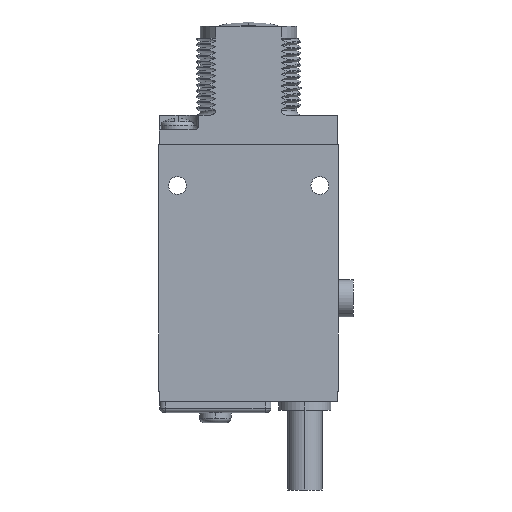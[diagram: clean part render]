
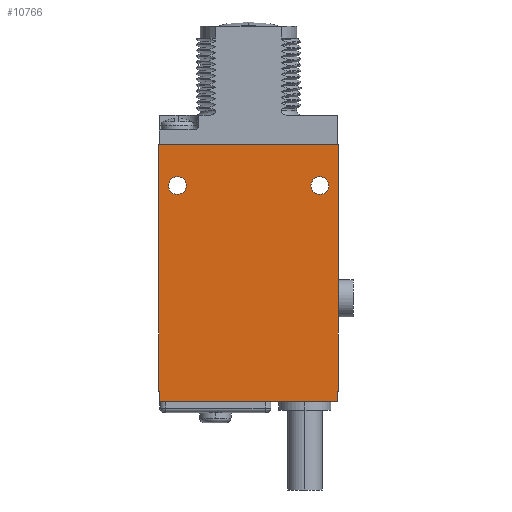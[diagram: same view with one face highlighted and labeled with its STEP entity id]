
A CAD part, left-side view. The second image highlights one B-rep face of the part: STEP entity #10766.
In plain terms, the highlighted planar face has unit normal (-1, 0, 0).
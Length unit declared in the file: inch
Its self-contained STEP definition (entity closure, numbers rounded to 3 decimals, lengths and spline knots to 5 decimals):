
#85=DIRECTION('',(0.,-1.,0.));
#86=VECTOR('',#85,0.003);
#87=CARTESIAN_POINT('',(-0.236,-0.602,0.));
#88=LINE('',#87,#86);
#89=DIRECTION('',(0.,0.,-1.));
#90=VECTOR('',#89,1.66);
#91=CARTESIAN_POINT('',(-0.236,-0.605,0.));
#92=LINE('',#91,#90);
#93=DIRECTION('',(0.,1.,0.));
#94=VECTOR('',#93,0.005);
#95=CARTESIAN_POINT('',(-0.236,-0.605,-1.66));
#96=LINE('',#95,#94);
#97=DIRECTION('',(0.,0.,-1.));
#98=VECTOR('',#97,0.07);
#99=CARTESIAN_POINT('',(-0.236,-0.6,-1.66));
#100=LINE('',#99,#98);
#101=DIRECTION('',(0.,1.,0.));
#102=VECTOR('',#101,0.005);
#103=CARTESIAN_POINT('',(-0.236,0.6,-1.66));
#104=LINE('',#103,#102);
#105=DIRECTION('',(0.,0.,1.));
#106=VECTOR('',#105,1.66);
#107=CARTESIAN_POINT('',(-0.236,0.605,-1.66));
#108=LINE('',#107,#106);
#109=DIRECTION('',(0.,-1.,0.));
#110=VECTOR('',#109,0.003);
#111=CARTESIAN_POINT('',(-0.236,0.605,0.));
#112=LINE('',#111,#110);
#113=DIRECTION('',(0.,1.,0.));
#114=VECTOR('',#113,1.204);
#115=CARTESIAN_POINT('',(-0.236,-0.602,0.));
#116=LINE('',#115,#114);
#117=CARTESIAN_POINT('',(-0.236,0.48,-0.275));
#118=DIRECTION('',(1.,0.,0.));
#119=DIRECTION('',(0.,0.,-1.));
#120=AXIS2_PLACEMENT_3D('',#117,#118,#119);
#122=CARTESIAN_POINT('',(-0.236,0.48,-0.275));
#123=DIRECTION('',(1.,0.,0.));
#124=DIRECTION('',(0.,0.,1.));
#125=AXIS2_PLACEMENT_3D('',#122,#123,#124);
#127=CARTESIAN_POINT('',(-0.236,-0.48,-0.275));
#128=DIRECTION('',(1.,0.,0.));
#129=DIRECTION('',(0.,0.,-1.));
#130=AXIS2_PLACEMENT_3D('',#127,#128,#129);
#132=CARTESIAN_POINT('',(-0.236,-0.48,-0.275));
#133=DIRECTION('',(1.,0.,0.));
#134=DIRECTION('',(0.,0.,1.));
#135=AXIS2_PLACEMENT_3D('',#132,#133,#134);
#2518=DIRECTION('',(0.,0.,-1.));
#2519=VECTOR('',#2518,0.07);
#2520=CARTESIAN_POINT('',(-0.236,0.6,-1.66));
#2521=LINE('',#2520,#2519);
#2534=DIRECTION('',(0.,1.,0.));
#2535=VECTOR('',#2534,1.2);
#2536=CARTESIAN_POINT('',(-0.236,-0.6,-1.73));
#2537=LINE('',#2536,#2535);
#8977=CARTESIAN_POINT('',(-0.236,-0.605,0.));
#8978=CARTESIAN_POINT('',(-0.236,-0.605,-1.66));
#8979=VERTEX_POINT('',#8977);
#8980=VERTEX_POINT('',#8978);
#8981=CARTESIAN_POINT('',(-0.236,0.605,-1.66));
#8982=CARTESIAN_POINT('',(-0.236,0.605,0.));
#8983=VERTEX_POINT('',#8981);
#8984=VERTEX_POINT('',#8982);
#9001=CARTESIAN_POINT('',(-0.236,0.48,-0.335));
#9002=CARTESIAN_POINT('',(-0.236,0.48,-0.215));
#9003=VERTEX_POINT('',#9001);
#9004=VERTEX_POINT('',#9002);
#9005=CARTESIAN_POINT('',(-0.236,-0.48,-0.335));
#9006=CARTESIAN_POINT('',(-0.236,-0.48,-0.215));
#9007=VERTEX_POINT('',#9005);
#9008=VERTEX_POINT('',#9006);
#9232=CARTESIAN_POINT('',(-0.236,-0.6,-1.73));
#9234=VERTEX_POINT('',#9232);
#9235=CARTESIAN_POINT('',(-0.236,0.6,-1.73));
#9236=VERTEX_POINT('',#9235);
#9625=CARTESIAN_POINT('',(-0.236,-0.6,-1.66));
#9627=VERTEX_POINT('',#9625);
#9629=CARTESIAN_POINT('',(-0.236,0.6,-1.66));
#9631=VERTEX_POINT('',#9629);
#10373=CARTESIAN_POINT('',(-0.236,-0.602,0.));
#10374=CARTESIAN_POINT('',(-0.236,0.602,0.));
#10375=VERTEX_POINT('',#10373);
#10376=VERTEX_POINT('',#10374);
#10728=CARTESIAN_POINT('',(-0.236,-0.605,0.));
#10729=DIRECTION('',(1.,0.,0.));
#10730=DIRECTION('',(0.,0.,-1.));
#10731=AXIS2_PLACEMENT_3D('',#10728,#10729,#10730);
#10732=PLANE('',#10731);
#10734=ORIENTED_EDGE('',*,*,#10733,.T.);
#10736=ORIENTED_EDGE('',*,*,#10735,.T.);
#10738=ORIENTED_EDGE('',*,*,#10737,.T.);
#10740=ORIENTED_EDGE('',*,*,#10739,.T.);
#10742=ORIENTED_EDGE('',*,*,#10741,.T.);
#10744=ORIENTED_EDGE('',*,*,#10743,.F.);
#10746=ORIENTED_EDGE('',*,*,#10745,.T.);
#10748=ORIENTED_EDGE('',*,*,#10747,.T.);
#10749=ORIENTED_EDGE('',*,*,#10719,.T.);
#10751=ORIENTED_EDGE('',*,*,#10750,.F.);
#10752=EDGE_LOOP('',(#10734,#10736,#10738,#10740,#10742,#10744,#10746,#10748,
#10749,#10751));
#10753=FACE_OUTER_BOUND('',#10752,.F.);
#10755=ORIENTED_EDGE('',*,*,#10754,.F.);
#10757=ORIENTED_EDGE('',*,*,#10756,.F.);
#10758=EDGE_LOOP('',(#10755,#10757));
#10759=FACE_BOUND('',#10758,.F.);
#10761=ORIENTED_EDGE('',*,*,#10760,.F.);
#10763=ORIENTED_EDGE('',*,*,#10762,.F.);
#10764=EDGE_LOOP('',(#10761,#10763));
#10765=FACE_BOUND('',#10764,.F.);
#10766=ADVANCED_FACE('',(#10753,#10759,#10765),#10732,.F.);
#121=CIRCLE('',#120,0.06);
#126=CIRCLE('',#125,0.06);
#131=CIRCLE('',#130,0.06);
#136=CIRCLE('',#135,0.06);
#10719=EDGE_CURVE('',#8984,#10376,#112,.T.);
#10733=EDGE_CURVE('',#10375,#8979,#88,.T.);
#10735=EDGE_CURVE('',#8979,#8980,#92,.T.);
#10737=EDGE_CURVE('',#8980,#9627,#96,.T.);
#10739=EDGE_CURVE('',#9627,#9234,#100,.T.);
#10741=EDGE_CURVE('',#9234,#9236,#2537,.T.);
#10743=EDGE_CURVE('',#9631,#9236,#2521,.T.);
#10745=EDGE_CURVE('',#9631,#8983,#104,.T.);
#10747=EDGE_CURVE('',#8983,#8984,#108,.T.);
#10750=EDGE_CURVE('',#10375,#10376,#116,.T.);
#10754=EDGE_CURVE('',#9003,#9004,#121,.T.);
#10756=EDGE_CURVE('',#9004,#9003,#126,.T.);
#10760=EDGE_CURVE('',#9007,#9008,#131,.T.);
#10762=EDGE_CURVE('',#9008,#9007,#136,.T.);
